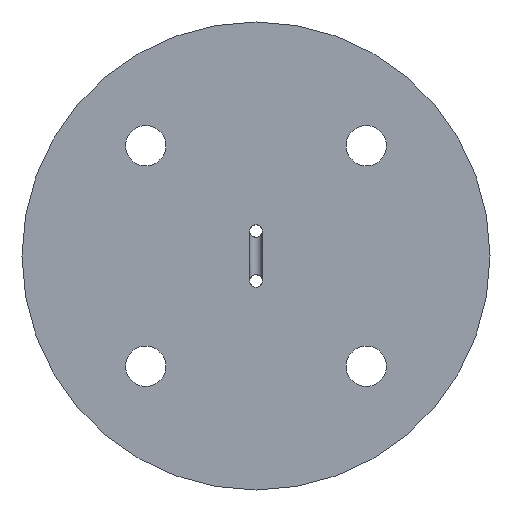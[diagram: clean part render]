
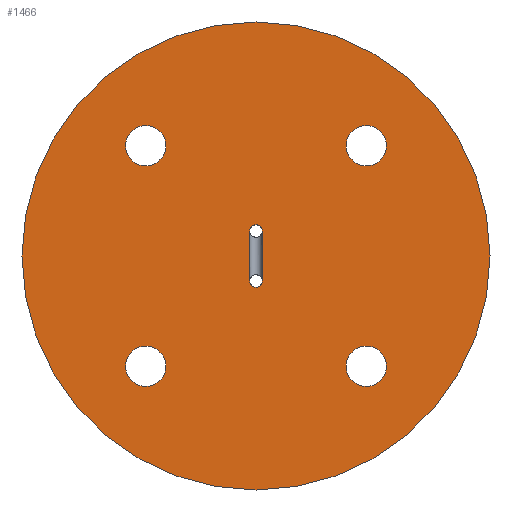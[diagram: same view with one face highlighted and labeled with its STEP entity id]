
A CAD part, front view. The second image highlights one B-rep face of the part: STEP entity #1466.
In plain terms, the highlighted planar face has unit normal (0, -1, 0).
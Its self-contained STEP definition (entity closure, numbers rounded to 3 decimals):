
#45 = AXIS2_PLACEMENT_3D ( 'NONE', #951, #622, #2002 ) ;
#51 = EDGE_CURVE ( 'NONE', #1831, #1309, #1980, .T. ) ;
#70 = CARTESIAN_POINT ( 'NONE',  ( 17.678, 0., -20.928 ) ) ;
#74 = DIRECTION ( 'NONE',  ( 0., 1., 0. ) ) ;
#99 = CIRCLE ( 'NONE', #2110, 3.25 ) ;
#109 = CARTESIAN_POINT ( 'NONE',  ( -17.678, 0., 14.428 ) ) ;
#127 = VERTEX_POINT ( 'NONE', #573 ) ;
#136 = CIRCLE ( 'NONE', #506, 37.5 ) ;
#140 = CIRCLE ( 'NONE', #1278, 1. ) ;
#147 = EDGE_CURVE ( 'NONE', #242, #1228, #950, .T. ) ;
#148 = DIRECTION ( 'NONE',  ( 0., 1., 0. ) ) ;
#167 = CARTESIAN_POINT ( 'NONE',  ( -17.678, 0., 17.678 ) ) ;
#222 = EDGE_CURVE ( 'NONE', #637, #1831, #140, .T. ) ;
#242 = VERTEX_POINT ( 'NONE', #1734 ) ;
#344 = DIRECTION ( 'NONE',  ( 0., 1., 0. ) ) ;
#371 = CARTESIAN_POINT ( 'NONE',  ( -17.678, 0., 20.928 ) ) ;
#374 = DIRECTION ( 'NONE',  ( 0., 0., 1. ) ) ;
#401 = DIRECTION ( 'NONE',  ( 0., 0., 1. ) ) ;
#461 = CARTESIAN_POINT ( 'NONE',  ( 0., 0., 0. ) ) ;
#481 = CARTESIAN_POINT ( 'NONE',  ( -17.678, 0., -20.928 ) ) ;
#484 = AXIS2_PLACEMENT_3D ( 'NONE', #2161, #74, #983 ) ;
#485 = EDGE_CURVE ( 'NONE', #977, #2166, #778, .T. ) ;
#486 = FACE_BOUND ( 'NONE', #1252, .T. ) ;
#499 = ORIENTED_EDGE ( 'NONE', *, *, #147, .T. ) ;
#505 = FACE_BOUND ( 'NONE', #1753, .T. ) ;
#506 = AXIS2_PLACEMENT_3D ( 'NONE', #509, #148, #1178 ) ;
#509 = CARTESIAN_POINT ( 'NONE',  ( 0., 0., 0. ) ) ;
#514 = DIRECTION ( 'NONE',  ( 0., 1., 0. ) ) ;
#521 = DIRECTION ( 'NONE',  ( 0., 0., 1. ) ) ;
#545 = ORIENTED_EDGE ( 'NONE', *, *, #1398, .T. ) ;
#560 = CIRCLE ( 'NONE', #859, 3.25 ) ;
#573 = CARTESIAN_POINT ( 'NONE',  ( 0., 0., 37.5 ) ) ;
#577 = CARTESIAN_POINT ( 'NONE',  ( -17.678, 0., -14.428 ) ) ;
#580 = AXIS2_PLACEMENT_3D ( 'NONE', #2049, #1183, #802 ) ;
#584 = CARTESIAN_POINT ( 'NONE',  ( 1., 0., 4. ) ) ;
#587 = DIRECTION ( 'NONE',  ( 0., 0., 1. ) ) ;
#622 = DIRECTION ( 'NONE',  ( 0., 1., 0. ) ) ;
#637 = VERTEX_POINT ( 'NONE', #1029 ) ;
#647 = CARTESIAN_POINT ( 'NONE',  ( 17.678, 0., 17.678 ) ) ;
#654 = ORIENTED_EDGE ( 'NONE', *, *, #1539, .T. ) ;
#656 = EDGE_CURVE ( 'NONE', #773, #1902, #1839, .T. ) ;
#661 = AXIS2_PLACEMENT_3D ( 'NONE', #1789, #756, #587 ) ;
#664 = CARTESIAN_POINT ( 'NONE',  ( 17.678, 0., 14.428 ) ) ;
#675 = VERTEX_POINT ( 'NONE', #481 ) ;
#695 = DIRECTION ( 'NONE',  ( 0., 1., 0. ) ) ;
#733 = VERTEX_POINT ( 'NONE', #577 ) ;
#736 = CARTESIAN_POINT ( 'NONE',  ( 17.678, 0., 20.928 ) ) ;
#737 = ORIENTED_EDGE ( 'NONE', *, *, #485, .T. ) ;
#756 = DIRECTION ( 'NONE',  ( 0., 1., 0. ) ) ;
#772 = ORIENTED_EDGE ( 'NONE', *, *, #1849, .T. ) ;
#773 = VERTEX_POINT ( 'NONE', #371 ) ;
#778 = CIRCLE ( 'NONE', #484, 3.25 ) ;
#802 = DIRECTION ( 'NONE',  ( 0., 0., 1. ) ) ;
#822 = CARTESIAN_POINT ( 'NONE',  ( 17.678, 0., -17.678 ) ) ;
#847 = EDGE_CURVE ( 'NONE', #1309, #242, #1550, .T. ) ;
#859 = AXIS2_PLACEMENT_3D ( 'NONE', #1822, #1494, #1972 ) ;
#869 = EDGE_CURVE ( 'NONE', #675, #733, #560, .T. ) ;
#914 = LINE ( 'NONE', #584, #1742 ) ;
#945 = EDGE_LOOP ( 'NONE', ( #1762, #2237 ) ) ;
#950 = CIRCLE ( 'NONE', #661, 1. ) ;
#951 = CARTESIAN_POINT ( 'NONE',  ( 0., 0., -4. ) ) ;
#977 = VERTEX_POINT ( 'NONE', #70 ) ;
#983 = DIRECTION ( 'NONE',  ( 0., 0., 1. ) ) ;
#1029 = CARTESIAN_POINT ( 'NONE',  ( 0., 0., -5. ) ) ;
#1041 = CIRCLE ( 'NONE', #45, 1. ) ;
#1058 = EDGE_LOOP ( 'NONE', ( #654, #1164 ) ) ;
#1091 = CIRCLE ( 'NONE', #1131, 3.25 ) ;
#1106 = VERTEX_POINT ( 'NONE', #664 ) ;
#1131 = AXIS2_PLACEMENT_3D ( 'NONE', #822, #344, #1392 ) ;
#1136 = CARTESIAN_POINT ( 'NONE',  ( 1., 0., -4. ) ) ;
#1145 = AXIS2_PLACEMENT_3D ( 'NONE', #2271, #2082, #1592 ) ;
#1159 = EDGE_LOOP ( 'NONE', ( #2227, #1637, #1985, #1557, #499, #1949 ) ) ;
#1164 = ORIENTED_EDGE ( 'NONE', *, *, #656, .T. ) ;
#1178 = DIRECTION ( 'NONE',  ( 0., 0., 1. ) ) ;
#1182 = EDGE_CURVE ( 'NONE', #1253, #127, #1298, .T. ) ;
#1183 = DIRECTION ( 'NONE',  ( 0., 1., 0. ) ) ;
#1184 = FACE_BOUND ( 'NONE', #1698, .T. ) ;
#1189 = CIRCLE ( 'NONE', #1220, 3.25 ) ;
#1194 = DIRECTION ( 'NONE',  ( 0., 0., 1. ) ) ;
#1220 = AXIS2_PLACEMENT_3D ( 'NONE', #647, #1706, #1194 ) ;
#1222 = AXIS2_PLACEMENT_3D ( 'NONE', #2188, #1485, #1674 ) ;
#1228 = VERTEX_POINT ( 'NONE', #1913 ) ;
#1252 = EDGE_LOOP ( 'NONE', ( #737, #1448 ) ) ;
#1253 = VERTEX_POINT ( 'NONE', #1469 ) ;
#1278 = AXIS2_PLACEMENT_3D ( 'NONE', #1886, #1396, #2266 ) ;
#1285 = DIRECTION ( 'NONE',  ( 0., 0., -1. ) ) ;
#1298 = CIRCLE ( 'NONE', #1145, 37.5 ) ;
#1309 = VERTEX_POINT ( 'NONE', #1790 ) ;
#1347 = PLANE ( 'NONE',  #2242 ) ;
#1362 = VERTEX_POINT ( 'NONE', #1136 ) ;
#1392 = DIRECTION ( 'NONE',  ( 0., 0., 1. ) ) ;
#1396 = DIRECTION ( 'NONE',  ( 0., 1., 0. ) ) ;
#1398 = EDGE_CURVE ( 'NONE', #1106, #2052, #1189, .T. ) ;
#1448 = ORIENTED_EDGE ( 'NONE', *, *, #2212, .T. ) ;
#1466 = ADVANCED_FACE ( 'NONE', ( #2051, #2209, #505, #486, #1184, #2026 ), #1347, .F. ) ;
#1469 = CARTESIAN_POINT ( 'NONE',  ( 0., 0., -37.5 ) ) ;
#1485 = DIRECTION ( 'NONE',  ( 0., 1., 0. ) ) ;
#1494 = DIRECTION ( 'NONE',  ( 0., 1., 0. ) ) ;
#1503 = ORIENTED_EDGE ( 'NONE', *, *, #1914, .T. ) ;
#1539 = EDGE_CURVE ( 'NONE', #1902, #773, #2132, .T. ) ;
#1550 = CIRCLE ( 'NONE', #1222, 1. ) ;
#1557 = ORIENTED_EDGE ( 'NONE', *, *, #847, .T. ) ;
#1585 = ORIENTED_EDGE ( 'NONE', *, *, #869, .T. ) ;
#1592 = DIRECTION ( 'NONE',  ( 0., 0., 1. ) ) ;
#1618 = DIRECTION ( 'NONE',  ( 0., 1., 0. ) ) ;
#1637 = ORIENTED_EDGE ( 'NONE', *, *, #222, .T. ) ;
#1664 = EDGE_CURVE ( 'NONE', #1362, #637, #1041, .T. ) ;
#1667 = CARTESIAN_POINT ( 'NONE',  ( 17.678, 0., -14.428 ) ) ;
#1674 = DIRECTION ( 'NONE',  ( 0., 0., 1. ) ) ;
#1698 = EDGE_LOOP ( 'NONE', ( #545, #772 ) ) ;
#1706 = DIRECTION ( 'NONE',  ( 0., 1., 0. ) ) ;
#1729 = AXIS2_PLACEMENT_3D ( 'NONE', #167, #514, #374 ) ;
#1734 = CARTESIAN_POINT ( 'NONE',  ( 0., 0., 5. ) ) ;
#1742 = VECTOR ( 'NONE', #1285, 1000. ) ;
#1753 = EDGE_LOOP ( 'NONE', ( #1585, #1503 ) ) ;
#1762 = ORIENTED_EDGE ( 'NONE', *, *, #1182, .F. ) ;
#1774 = EDGE_CURVE ( 'NONE', #1228, #1362, #914, .T. ) ;
#1789 = CARTESIAN_POINT ( 'NONE',  ( 0., 0., 4. ) ) ;
#1790 = CARTESIAN_POINT ( 'NONE',  ( -1., 0., 4. ) ) ;
#1805 = CARTESIAN_POINT ( 'NONE',  ( -1., 0., 4. ) ) ;
#1822 = CARTESIAN_POINT ( 'NONE',  ( -17.678, 0., -17.678 ) ) ;
#1831 = VERTEX_POINT ( 'NONE', #1851 ) ;
#1839 = CIRCLE ( 'NONE', #2244, 3.25 ) ;
#1849 = EDGE_CURVE ( 'NONE', #2052, #1106, #2183, .T. ) ;
#1851 = CARTESIAN_POINT ( 'NONE',  ( -1., 0., -4. ) ) ;
#1877 = DIRECTION ( 'NONE',  ( 0., 1., 0. ) ) ;
#1886 = CARTESIAN_POINT ( 'NONE',  ( 0., 0., -4. ) ) ;
#1902 = VERTEX_POINT ( 'NONE', #109 ) ;
#1913 = CARTESIAN_POINT ( 'NONE',  ( 1., 0., 4. ) ) ;
#1914 = EDGE_CURVE ( 'NONE', #733, #675, #99, .T. ) ;
#1949 = ORIENTED_EDGE ( 'NONE', *, *, #1774, .T. ) ;
#1972 = DIRECTION ( 'NONE',  ( 0., 0., 1. ) ) ;
#1980 = LINE ( 'NONE', #1805, #2037 ) ;
#1985 = ORIENTED_EDGE ( 'NONE', *, *, #51, .T. ) ;
#2002 = DIRECTION ( 'NONE',  ( 0., 0., 1. ) ) ;
#2026 = FACE_BOUND ( 'NONE', #1058, .T. ) ;
#2037 = VECTOR ( 'NONE', #401, 1000. ) ;
#2049 = CARTESIAN_POINT ( 'NONE',  ( 17.678, 0., 17.678 ) ) ;
#2051 = FACE_BOUND ( 'NONE', #1159, .T. ) ;
#2052 = VERTEX_POINT ( 'NONE', #736 ) ;
#2061 = DIRECTION ( 'NONE',  ( 0., 0., 1. ) ) ;
#2078 = DIRECTION ( 'NONE',  ( 0., 0., 1. ) ) ;
#2082 = DIRECTION ( 'NONE',  ( 0., 1., 0. ) ) ;
#2110 = AXIS2_PLACEMENT_3D ( 'NONE', #2148, #1618, #2078 ) ;
#2132 = CIRCLE ( 'NONE', #1729, 3.25 ) ;
#2148 = CARTESIAN_POINT ( 'NONE',  ( -17.678, 0., -17.678 ) ) ;
#2161 = CARTESIAN_POINT ( 'NONE',  ( 17.678, 0., -17.678 ) ) ;
#2166 = VERTEX_POINT ( 'NONE', #1667 ) ;
#2183 = CIRCLE ( 'NONE', #580, 3.25 ) ;
#2188 = CARTESIAN_POINT ( 'NONE',  ( 0., 0., 4. ) ) ;
#2209 = FACE_OUTER_BOUND ( 'NONE', #945, .T. ) ;
#2212 = EDGE_CURVE ( 'NONE', #2166, #977, #1091, .T. ) ;
#2227 = ORIENTED_EDGE ( 'NONE', *, *, #1664, .T. ) ;
#2237 = ORIENTED_EDGE ( 'NONE', *, *, #2251, .F. ) ;
#2242 = AXIS2_PLACEMENT_3D ( 'NONE', #461, #1877, #2061 ) ;
#2244 = AXIS2_PLACEMENT_3D ( 'NONE', #2264, #695, #521 ) ;
#2251 = EDGE_CURVE ( 'NONE', #127, #1253, #136, .T. ) ;
#2264 = CARTESIAN_POINT ( 'NONE',  ( -17.678, 0., 17.678 ) ) ;
#2266 = DIRECTION ( 'NONE',  ( 0., 0., 1. ) ) ;
#2271 = CARTESIAN_POINT ( 'NONE',  ( 0., 0., 0. ) ) ;
